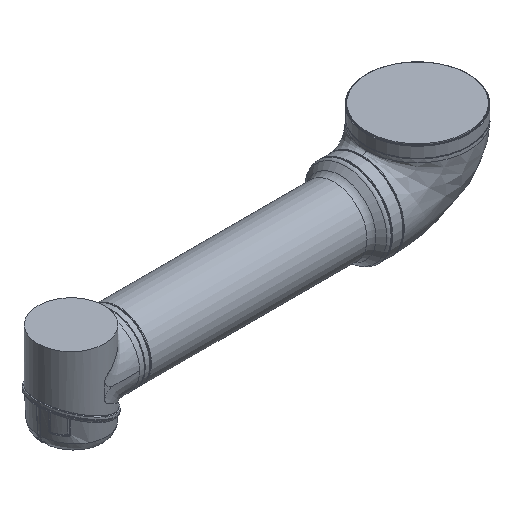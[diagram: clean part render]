
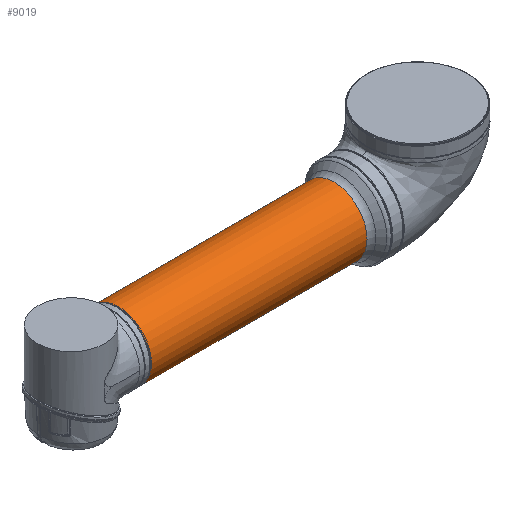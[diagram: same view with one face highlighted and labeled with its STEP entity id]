
A CAD part, isometric view. The second image highlights one B-rep face of the part: STEP entity #9019.
In plain terms, the highlighted cylindrical face has radius 37.5 mm (diameter 75 mm), a full revolution.
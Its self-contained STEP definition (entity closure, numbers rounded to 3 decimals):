
#1085=LINE('',#13821,#1495);
#1495=VECTOR('',#10681,37.5);
#1897=CYLINDRICAL_SURFACE('',#9665,37.5);
#2047=FACE_OUTER_BOUND('',#2633,.T.);
#2633=EDGE_LOOP('',(#6191,#6192,#6193,#6194));
#3292=CIRCLE('',#9666,37.5);
#3293=CIRCLE('',#9667,37.5);
#3759=VERTEX_POINT('',#13818);
#3760=VERTEX_POINT('',#13820);
#4682=EDGE_CURVE('',#3759,#3759,#3292,.T.);
#4683=EDGE_CURVE('',#3759,#3760,#1085,.T.);
#4684=EDGE_CURVE('',#3760,#3760,#3293,.T.);
#6191=ORIENTED_EDGE('',*,*,#4682,.F.);
#6192=ORIENTED_EDGE('',*,*,#4683,.T.);
#6193=ORIENTED_EDGE('',*,*,#4684,.T.);
#6194=ORIENTED_EDGE('',*,*,#4683,.F.);
#9019=ADVANCED_FACE('',(#2047),#1897,.T.);
#9665=AXIS2_PLACEMENT_3D('',#13817,#10677,#10678);
#9666=AXIS2_PLACEMENT_3D('',#13819,#10679,#10680);
#9667=AXIS2_PLACEMENT_3D('',#13822,#10682,#10683);
#10677=DIRECTION('center_axis',(-1.,0.,0.));
#10678=DIRECTION('ref_axis',(0.,-1.,0.));
#10679=DIRECTION('center_axis',(-1.,0.,0.));
#10680=DIRECTION('ref_axis',(0.,-1.,0.));
#10681=DIRECTION('',(1.,0.,0.));
#10682=DIRECTION('center_axis',(-1.,0.,0.));
#10683=DIRECTION('ref_axis',(0.,-1.,0.));
#13817=CARTESIAN_POINT('Origin',(-348.,0.,0.));
#13818=CARTESIAN_POINT('',(-339.6,37.5,0.));
#13819=CARTESIAN_POINT('Origin',(-339.6,0.,0.));
#13820=CARTESIAN_POINT('',(-94.642,37.5,0.));
#13821=CARTESIAN_POINT('',(-348.,37.5,0.));
#13822=CARTESIAN_POINT('Origin',(-94.642,0.,
0.));
